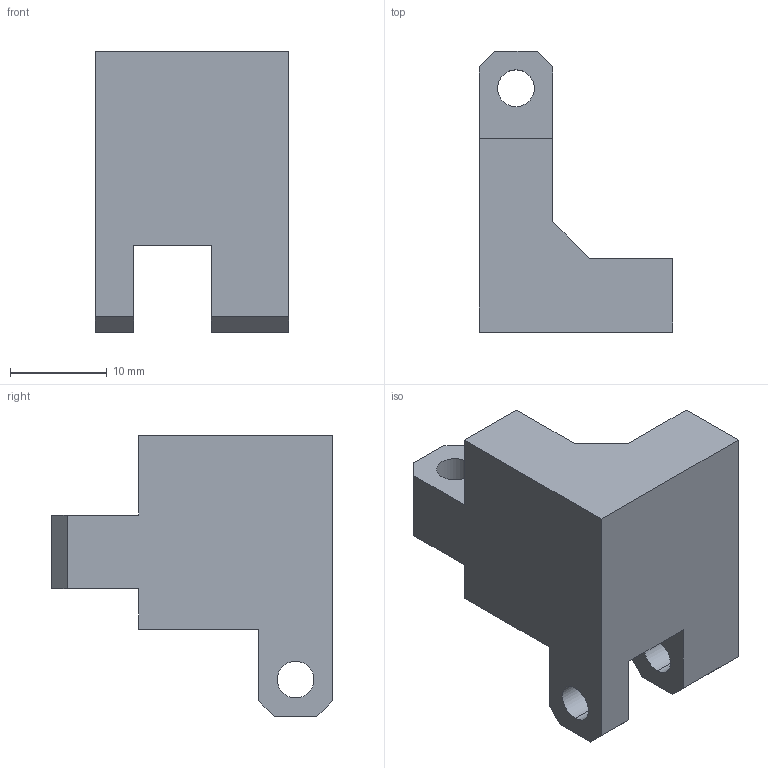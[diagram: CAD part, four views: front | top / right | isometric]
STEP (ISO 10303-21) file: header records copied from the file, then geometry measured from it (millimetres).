
FILE_DESCRIPTION (( 'STEP AP214' ), '1' );
FILE_NAME ('AC_Transition.STEP', '2023-01-29T07:48:44', ( '' ), ( '' ), '', '', '' );
FILE_SCHEMA (( 'AUTOMOTIVE_DESIGN' ));
Length unit declared in the file: millimetre
Products named in the file (1): AC_Transition
Bounding box: 20 x 29 x 29 mm (x, y, z)
Volume: 6066.2 mm3; surface area: 2972.1 mm2
Topology: 1 solids, 1 shells, 37 faces, 102 edges, 68 vertices
Faces by surface type: plane 31, cylinder 6
Entity records: 1214 total; most frequent: CARTESIAN_POINT 208, ORIENTED_EDGE 204, DIRECTION 190, EDGE_CURVE 102, LINE 90, VECTOR 90, VERTEX_POINT 68, AXIS2_PLACEMENT_3D 50
